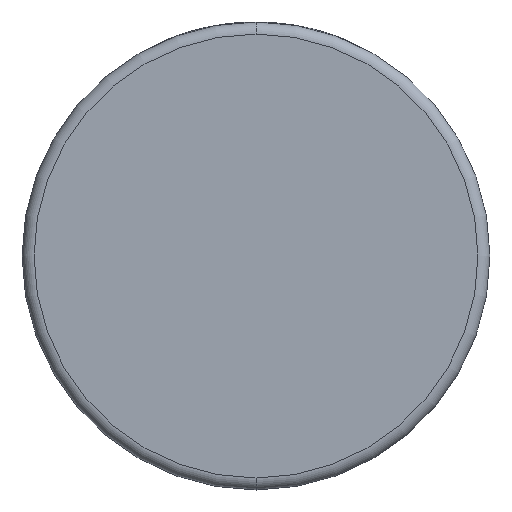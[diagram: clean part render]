
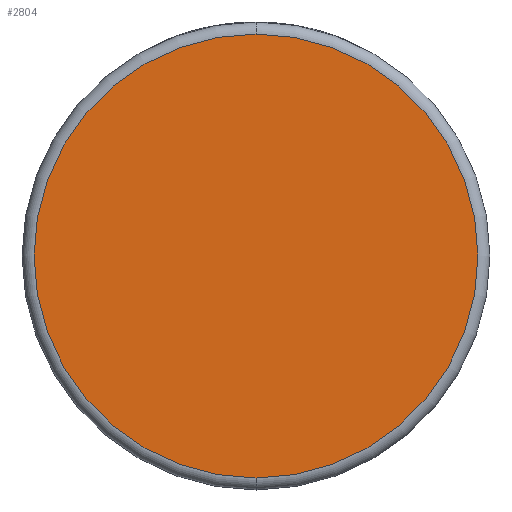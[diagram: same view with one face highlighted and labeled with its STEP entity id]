
A CAD part, front view. The second image highlights one B-rep face of the part: STEP entity #2804.
In plain terms, the highlighted planar face has unit normal (0, -1, 0).
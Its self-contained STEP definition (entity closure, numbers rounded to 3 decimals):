
#42 = EDGE_LOOP ( 'NONE', ( #3061, #3132 ) ) ;
#162 = EDGE_CURVE ( 'NONE', #327, #1161, #1448, .T. ) ;
#327 = VERTEX_POINT ( 'NONE', #1442 ) ;
#407 = DIRECTION ( 'NONE',  ( 0., 1., 0. ) ) ;
#613 = AXIS2_PLACEMENT_3D ( 'NONE', #2747, #407, #1410 ) ;
#934 = DIRECTION ( 'NONE',  ( 0., -1., 0. ) ) ;
#1161 = VERTEX_POINT ( 'NONE', #3432 ) ;
#1300 = EDGE_CURVE ( 'NONE', #1161, #327, #1601, .T. ) ;
#1410 = DIRECTION ( 'NONE',  ( 0., 0., 1. ) ) ;
#1442 = CARTESIAN_POINT ( 'NONE',  ( 0., 0., 37. ) ) ;
#1448 = CIRCLE ( 'NONE', #2687, 37. ) ;
#1601 = CIRCLE ( 'NONE', #2406, 37. ) ;
#1769 = FACE_OUTER_BOUND ( 'NONE', #42, .T. ) ;
#1881 = DIRECTION ( 'NONE',  ( 0., 0., 1. ) ) ;
#2406 = AXIS2_PLACEMENT_3D ( 'NONE', #2450, #3101, #1881 ) ;
#2450 = CARTESIAN_POINT ( 'NONE',  ( 0., 0., 0. ) ) ;
#2629 = DIRECTION ( 'NONE',  ( 0., 0., 1. ) ) ;
#2687 = AXIS2_PLACEMENT_3D ( 'NONE', #3906, #934, #2629 ) ;
#2747 = CARTESIAN_POINT ( 'NONE',  ( 0., 0., 0. ) ) ;
#2804 = ADVANCED_FACE ( 'NONE', ( #1769 ), #4234, .F. ) ;
#3061 = ORIENTED_EDGE ( 'NONE', *, *, #162, .T. ) ;
#3101 = DIRECTION ( 'NONE',  ( 0., -1., 0. ) ) ;
#3132 = ORIENTED_EDGE ( 'NONE', *, *, #1300, .T. ) ;
#3432 = CARTESIAN_POINT ( 'NONE',  ( 0., 0., -37. ) ) ;
#3906 = CARTESIAN_POINT ( 'NONE',  ( 0., 0., 0. ) ) ;
#4234 = PLANE ( 'NONE',  #613 ) ;
